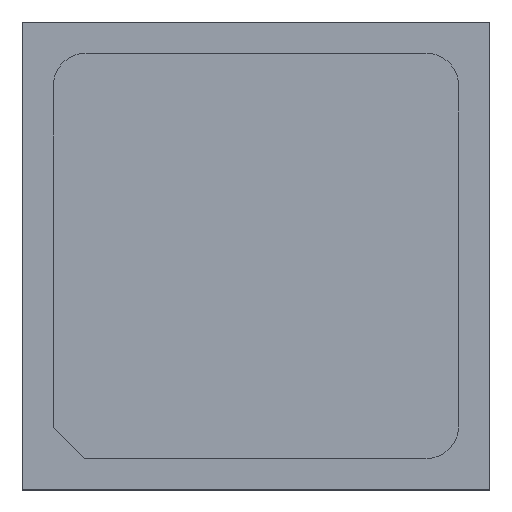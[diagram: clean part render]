
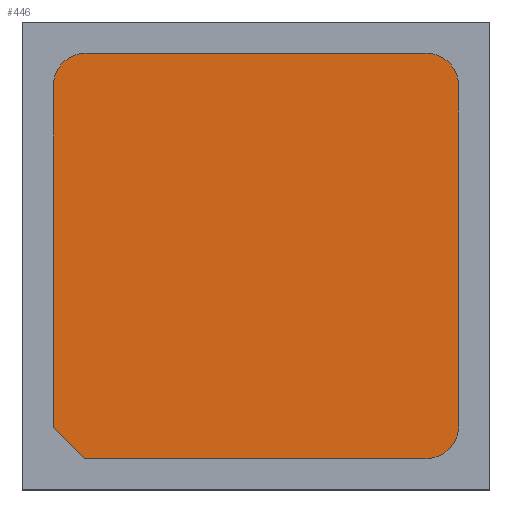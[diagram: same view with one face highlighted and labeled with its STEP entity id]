
A CAD part, top view. The second image highlights one B-rep face of the part: STEP entity #446.
In plain terms, the highlighted planar face has unit normal (0, 0, 1).
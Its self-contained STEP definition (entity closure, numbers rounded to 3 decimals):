
#7 = CIRCLE ( 'NONE', #798, 0.21 ) ;
#80 = ORIENTED_EDGE ( 'NONE', *, *, #1100, .T. ) ;
#104 = CARTESIAN_POINT ( 'NONE',  ( 1.3, 1.09, 0.05 ) ) ;
#114 = LINE ( 'NONE', #328, #1016 ) ;
#122 = DIRECTION ( 'NONE',  ( -1., 0., 0. ) ) ;
#129 = EDGE_CURVE ( 'NONE', #197, #755, #1144, .T. ) ;
#137 = CARTESIAN_POINT ( 'NONE',  ( -1.09, 1.3, 0.05 ) ) ;
#154 = FACE_OUTER_BOUND ( 'NONE', #989, .T. ) ;
#171 = LINE ( 'NONE', #644, #628 ) ;
#182 = EDGE_CURVE ( 'NONE', #602, #1008, #7, .T. ) ;
#197 = VERTEX_POINT ( 'NONE', #1160 ) ;
#200 = DIRECTION ( 'NONE',  ( 1., 0., 0. ) ) ;
#217 = DIRECTION ( 'NONE',  ( 1., 0., 0. ) ) ;
#226 = ORIENTED_EDGE ( 'NONE', *, *, #1282, .T. ) ;
#228 = DIRECTION ( 'NONE',  ( 0., 0., 1. ) ) ;
#239 = CIRCLE ( 'NONE', #761, 0.21 ) ;
#259 = EDGE_CURVE ( 'NONE', #436, #1040, #327, .T. ) ;
#268 = VECTOR ( 'NONE', #987, 1000. ) ;
#272 = VECTOR ( 'NONE', #806, 1000. ) ;
#275 = CARTESIAN_POINT ( 'NONE',  ( 1.09, -1.3, 0.05 ) ) ;
#327 = CIRCLE ( 'NONE', #1104, 0.21 ) ;
#328 = CARTESIAN_POINT ( 'NONE',  ( -1.09, 1.3, 0.05 ) ) ;
#361 = EDGE_CURVE ( 'NONE', #1079, #436, #1028, .T. ) ;
#379 = DIRECTION ( 'NONE',  ( 0., 0., 1. ) ) ;
#389 = ORIENTED_EDGE ( 'NONE', *, *, #182, .T. ) ;
#407 = CARTESIAN_POINT ( 'NONE',  ( -1.3, 1.09, 0.05 ) ) ;
#414 = DIRECTION ( 'NONE',  ( 0., 0., -1. ) ) ;
#431 = AXIS2_PLACEMENT_3D ( 'NONE', #603, #414, #122 ) ;
#436 = VERTEX_POINT ( 'NONE', #909 ) ;
#446 = ADVANCED_FACE ( 'NONE', ( #154 ), #499, .F. ) ;
#466 = DIRECTION ( 'NONE',  ( 0., 0., 1. ) ) ;
#499 = PLANE ( 'NONE',  #431 ) ;
#522 = CARTESIAN_POINT ( 'NONE',  ( -1.3, -1.1, 0.05 ) ) ;
#539 = ORIENTED_EDGE ( 'NONE', *, *, #361, .T. ) ;
#602 = VERTEX_POINT ( 'NONE', #137 ) ;
#603 = CARTESIAN_POINT ( 'NONE',  ( 1.09, 1.09, 0.05 ) ) ;
#605 = DIRECTION ( 'NONE',  ( -1., 0., 0. ) ) ;
#618 = CARTESIAN_POINT ( 'NONE',  ( -1.3, -1.1, 0.05 ) ) ;
#628 = VECTOR ( 'NONE', #848, 1000. ) ;
#644 = CARTESIAN_POINT ( 'NONE',  ( -1.3, 1.09, 0.05 ) ) ;
#669 = DIRECTION ( 'NONE',  ( -1., 0., 0. ) ) ;
#706 = CARTESIAN_POINT ( 'NONE',  ( 1.09, 1.3, 0.05 ) ) ;
#744 = LINE ( 'NONE', #522, #272 ) ;
#755 = VERTEX_POINT ( 'NONE', #275 ) ;
#761 = AXIS2_PLACEMENT_3D ( 'NONE', #995, #228, #217 ) ;
#764 = ORIENTED_EDGE ( 'NONE', *, *, #129, .T. ) ;
#798 = AXIS2_PLACEMENT_3D ( 'NONE', #1269, #379, #1058 ) ;
#806 = DIRECTION ( 'NONE',  ( 0.707, -0.707, 0. ) ) ;
#848 = DIRECTION ( 'NONE',  ( 0., -1., 0. ) ) ;
#862 = VECTOR ( 'NONE', #200, 1000. ) ;
#909 = CARTESIAN_POINT ( 'NONE',  ( 1.3, 1.09, 0.05 ) ) ;
#938 = EDGE_CURVE ( 'NONE', #755, #1079, #239, .T. ) ;
#987 = DIRECTION ( 'NONE',  ( 0., 1., 0. ) ) ;
#989 = EDGE_LOOP ( 'NONE', ( #1204, #1256, #389, #226, #80, #764, #1086, #539 ) ) ;
#995 = CARTESIAN_POINT ( 'NONE',  ( 1.09, -1.09, 0.05 ) ) ;
#1005 = VERTEX_POINT ( 'NONE', #618 ) ;
#1006 = EDGE_CURVE ( 'NONE', #1040, #602, #114, .T. ) ;
#1008 = VERTEX_POINT ( 'NONE', #407 ) ;
#1016 = VECTOR ( 'NONE', #605, 1000. ) ;
#1020 = CARTESIAN_POINT ( 'NONE',  ( 1.3, -1.09, 0.05 ) ) ;
#1028 = LINE ( 'NONE', #104, #268 ) ;
#1040 = VERTEX_POINT ( 'NONE', #706 ) ;
#1058 = DIRECTION ( 'NONE',  ( 1., 0., 0. ) ) ;
#1070 = CARTESIAN_POINT ( 'NONE',  ( -1.1, -1.3, 0.05 ) ) ;
#1079 = VERTEX_POINT ( 'NONE', #1020 ) ;
#1086 = ORIENTED_EDGE ( 'NONE', *, *, #938, .T. ) ;
#1100 = EDGE_CURVE ( 'NONE', #1005, #197, #744, .T. ) ;
#1104 = AXIS2_PLACEMENT_3D ( 'NONE', #1273, #466, #669 ) ;
#1144 = LINE ( 'NONE', #1070, #862 ) ;
#1160 = CARTESIAN_POINT ( 'NONE',  ( -1.1, -1.3, 0.05 ) ) ;
#1204 = ORIENTED_EDGE ( 'NONE', *, *, #259, .T. ) ;
#1256 = ORIENTED_EDGE ( 'NONE', *, *, #1006, .T. ) ;
#1269 = CARTESIAN_POINT ( 'NONE',  ( -1.09, 1.09, 0.05 ) ) ;
#1273 = CARTESIAN_POINT ( 'NONE',  ( 1.09, 1.09, 0.05 ) ) ;
#1282 = EDGE_CURVE ( 'NONE', #1008, #1005, #171, .T. ) ;
